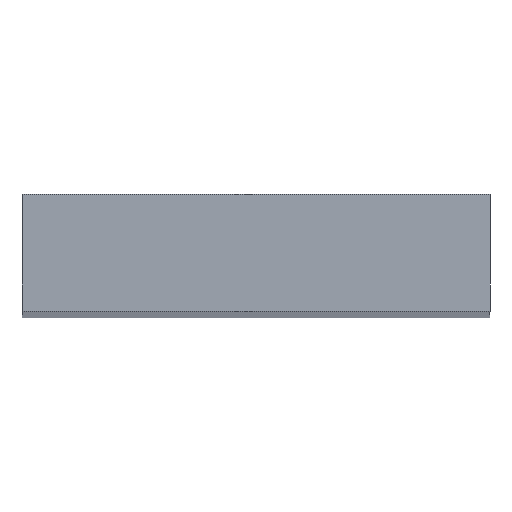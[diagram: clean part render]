
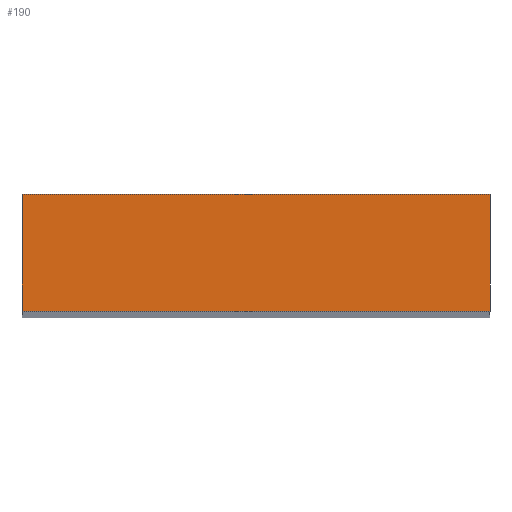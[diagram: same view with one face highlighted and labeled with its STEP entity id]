
A CAD part, top view. The second image highlights one B-rep face of the part: STEP entity #190.
In plain terms, the highlighted planar face has unit normal (0, 0, 1).
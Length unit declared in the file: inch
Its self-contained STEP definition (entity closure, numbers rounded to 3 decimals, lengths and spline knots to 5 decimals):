
#6 = FACE_OUTER_BOUND ( 'NONE', #125, .T. ) ;
#10 = AXIS2_PLACEMENT_3D ( 'NONE', #100, #99, #98 ) ;
#18 = VERTEX_POINT ( 'NONE', #117 ) ;
#22 = VERTEX_POINT ( 'NONE', #116 ) ;
#82 = DIRECTION ( 'NONE',  ( 0., -1., 0. ) ) ;
#83 = CARTESIAN_POINT ( 'NONE',  ( 0., 0.125, 0. ) ) ;
#84 = LINE ( 'NONE', #83, #166 ) ;
#85 = DIRECTION ( 'NONE',  ( 1., 0., 0. ) ) ;
#86 = CARTESIAN_POINT ( 'NONE',  ( 0.5, 0.125, 0. ) ) ;
#87 = LINE ( 'NONE', #86, #164 ) ;
#88 = DIRECTION ( 'NONE',  ( 1., 0., 0. ) ) ;
#89 = CARTESIAN_POINT ( 'NONE',  ( 0.5, 0., 0. ) ) ;
#90 = LINE ( 'NONE', #89, #163 ) ;
#95 = DIRECTION ( 'NONE',  ( 0., -1., 0. ) ) ;
#96 = CARTESIAN_POINT ( 'NONE',  ( 0.5, 0.125, 0. ) ) ;
#97 = LINE ( 'NONE', #96, #157 ) ;
#98 = DIRECTION ( 'NONE',  ( -1., 0., 0. ) ) ;
#99 = DIRECTION ( 'NONE',  ( 0., 0., -1. ) ) ;
#100 = CARTESIAN_POINT ( 'NONE',  ( 0.5, 0.125, 0. ) ) ;
#101 = PLANE ( 'NONE',  #10 ) ;
#112 = CARTESIAN_POINT ( 'NONE',  ( 0.5, 0., 0. ) ) ;
#113 = CARTESIAN_POINT ( 'NONE',  ( 0.5, 0.125, 0. ) ) ;
#116 = CARTESIAN_POINT ( 'NONE',  ( 0., 0.125, 0. ) ) ;
#117 = CARTESIAN_POINT ( 'NONE',  ( 0., 0., 0. ) ) ;
#125 = EDGE_LOOP ( 'NONE', ( #188, #186, #189, #135 ) ) ;
#130 = VERTEX_POINT ( 'NONE', #113 ) ;
#131 = VERTEX_POINT ( 'NONE', #112 ) ;
#135 = ORIENTED_EDGE ( 'NONE', *, *, #197, .T. ) ;
#157 = VECTOR ( 'NONE', #95, 39.37008 ) ;
#163 = VECTOR ( 'NONE', #88, 39.37008 ) ;
#164 = VECTOR ( 'NONE', #85, 39.37008 ) ;
#166 = VECTOR ( 'NONE', #82, 39.37008 ) ;
#186 = ORIENTED_EDGE ( 'NONE', *, *, #191, .F. ) ;
#188 = ORIENTED_EDGE ( 'NONE', *, *, #194, .T. ) ;
#189 = ORIENTED_EDGE ( 'NONE', *, *, #196, .F. ) ;
#190 = ADVANCED_FACE ( 'NONE', ( #6 ), #101, .F. ) ;
#191 = EDGE_CURVE ( 'NONE', #130, #131, #97, .T. ) ;
#194 = EDGE_CURVE ( 'NONE', #18, #131, #90, .T. ) ;
#196 = EDGE_CURVE ( 'NONE', #22, #130, #87, .T. ) ;
#197 = EDGE_CURVE ( 'NONE', #22, #18, #84, .T. ) ;
